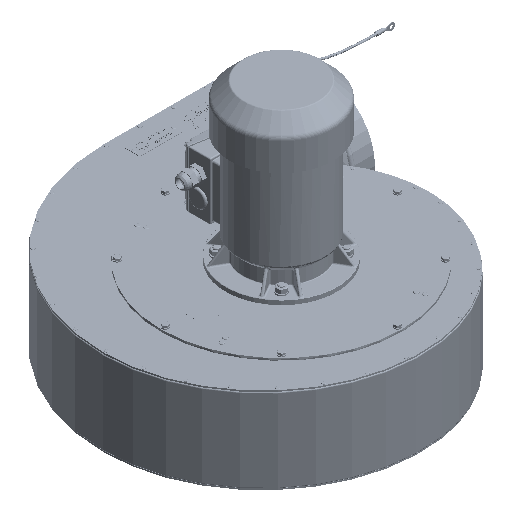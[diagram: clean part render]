
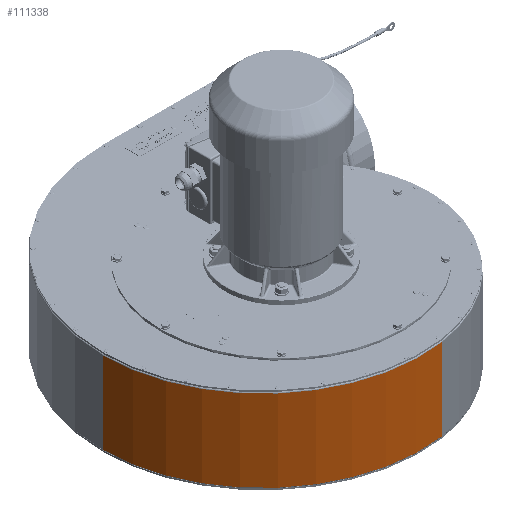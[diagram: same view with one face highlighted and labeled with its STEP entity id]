
A CAD part, isometric view. The second image highlights one B-rep face of the part: STEP entity #111338.
In plain terms, the highlighted cylindrical face has radius 285.5 mm (diameter 571 mm), a partial arc.
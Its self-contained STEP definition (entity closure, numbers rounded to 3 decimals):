
#15348=FACE_OUTER_BOUND('',#22420,.T.);
#22420=EDGE_LOOP('',(#96782,#96783,#96784,#96785));
#30466=LINE('',#205980,#38310);
#30467=LINE('',#205982,#38311);
#38310=VECTOR('',#145890,10.);
#38311=VECTOR('',#145893,10.);
#41922=CIRCLE('',#120309,285.5);
#41929=CIRCLE('',#120322,285.5);
#51820=VERTEX_POINT('',#205945);
#51821=VERTEX_POINT('',#205949);
#51822=VERTEX_POINT('',#205961);
#51823=VERTEX_POINT('',#205965);
#66885=EDGE_CURVE('',#51821,#51820,#41922,.T.);
#66893=EDGE_CURVE('',#51822,#51823,#41929,.T.);
#66899=EDGE_CURVE('',#51821,#51823,#30466,.T.);
#66900=EDGE_CURVE('',#51820,#51822,#30467,.T.);
#96782=ORIENTED_EDGE('',*,*,#66885,.F.);
#96783=ORIENTED_EDGE('',*,*,#66899,.T.);
#96784=ORIENTED_EDGE('',*,*,#66893,.F.);
#96785=ORIENTED_EDGE('',*,*,#66900,.F.);
#99205=CYLINDRICAL_SURFACE('',#120332,285.5);
#111338=ADVANCED_FACE('',(#15348),#99205,.T.);
#120309=AXIS2_PLACEMENT_3D('',#205951,#145841,#145842);
#120322=AXIS2_PLACEMENT_3D('',#205967,#145868,#145869);
#120332=AXIS2_PLACEMENT_3D('',#205981,#145891,#145892);
#145841=DIRECTION('center_axis',(0.,0.,-1.));
#145842=DIRECTION('ref_axis',(-0.656,-0.755,0.));
#145868=DIRECTION('center_axis',(0.,0.,1.));
#145869=DIRECTION('ref_axis',(-0.656,-0.755,0.));
#145890=DIRECTION('',(0.,0.,1.));
#145891=DIRECTION('center_axis',(0.,0.,1.));
#145892=DIRECTION('ref_axis',(-1.,0.,0.));
#145893=DIRECTION('',(0.,0.,1.));
#205945=CARTESIAN_POINT('',(-300.5,19.2,-148.125));
#205949=CARTESIAN_POINT('',(24.664,-263.531,-148.125));
#205951=CARTESIAN_POINT('Origin',(-15.,19.2,-148.125));
#205961=CARTESIAN_POINT('',(-300.5,19.2,-1.875));
#205965=CARTESIAN_POINT('',(24.664,-263.531,-1.875));
#205967=CARTESIAN_POINT('Origin',(-15.,19.2,-1.875));
#205980=CARTESIAN_POINT('',(24.664,-263.531,0.));
#205981=CARTESIAN_POINT('Origin',(-15.,19.2,-75.));
#205982=CARTESIAN_POINT('',(-300.5,19.2,0.));
